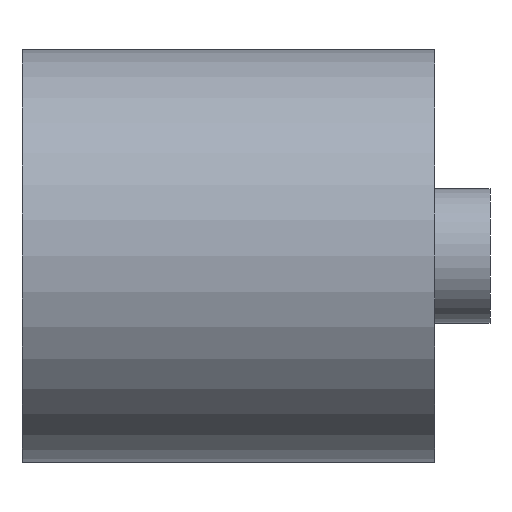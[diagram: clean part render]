
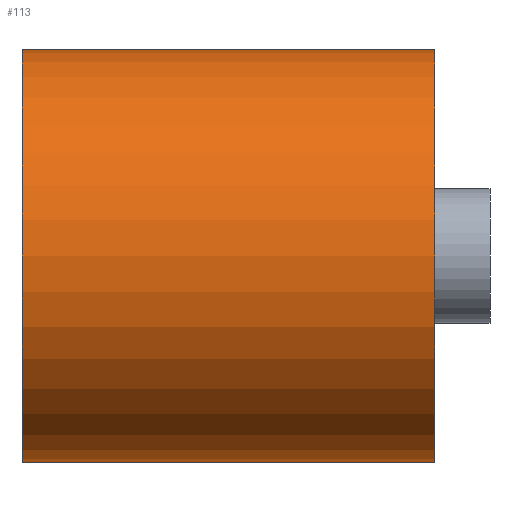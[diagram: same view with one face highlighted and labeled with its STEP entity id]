
A CAD part, left-side view. The second image highlights one B-rep face of the part: STEP entity #113.
In plain terms, the highlighted cylindrical face has radius 7.5 mm (diameter 15 mm), a partial arc.
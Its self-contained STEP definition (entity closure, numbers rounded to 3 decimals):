
#4 = CARTESIAN_POINT ( 'NONE',  ( 0., 0., -7.5 ) ) ;
#14 = ORIENTED_EDGE ( 'NONE', *, *, #211, .T. ) ;
#16 = EDGE_CURVE ( 'NONE', #193, #195, #66, .T. ) ;
#24 = DIRECTION ( 'NONE',  ( 0., 0., 1. ) ) ;
#27 = VECTOR ( 'NONE', #330, 1000. ) ;
#39 = ORIENTED_EDGE ( 'NONE', *, *, #102, .T. ) ;
#42 = EDGE_LOOP ( 'NONE', ( #65, #39, #14, #316 ) ) ;
#43 = AXIS2_PLACEMENT_3D ( 'NONE', #75, #231, #281 ) ;
#50 = CARTESIAN_POINT ( 'NONE',  ( 0., 4.253, 7.5 ) ) ;
#52 = AXIS2_PLACEMENT_3D ( 'NONE', #331, #99, #93 ) ;
#65 = ORIENTED_EDGE ( 'NONE', *, *, #16, .F. ) ;
#66 = LINE ( 'NONE', #277, #27 ) ;
#75 = CARTESIAN_POINT ( 'NONE',  ( 0., 0., 0. ) ) ;
#76 = LINE ( 'NONE', #50, #180 ) ;
#93 = DIRECTION ( 'NONE',  ( 0., 0., 1. ) ) ;
#99 = DIRECTION ( 'NONE',  ( 0., 1., 0. ) ) ;
#102 = EDGE_CURVE ( 'NONE', #193, #117, #118, .T. ) ;
#113 = ADVANCED_FACE ( 'NONE', ( #225 ), #226, .T. ) ;
#117 = VERTEX_POINT ( 'NONE', #166 ) ;
#118 = CIRCLE ( 'NONE', #287, 7.5 ) ;
#124 = DIRECTION ( 'NONE',  ( 0., 1., 0. ) ) ;
#156 = CARTESIAN_POINT ( 'NONE',  ( 0., -15., -7.5 ) ) ;
#166 = CARTESIAN_POINT ( 'NONE',  ( 0., -15., 7.5 ) ) ;
#180 = VECTOR ( 'NONE', #205, 1000. ) ;
#186 = VERTEX_POINT ( 'NONE', #328 ) ;
#193 = VERTEX_POINT ( 'NONE', #156 ) ;
#195 = VERTEX_POINT ( 'NONE', #4 ) ;
#205 = DIRECTION ( 'NONE',  ( 0., 1., 0. ) ) ;
#211 = EDGE_CURVE ( 'NONE', #117, #186, #76, .T. ) ;
#225 = FACE_OUTER_BOUND ( 'NONE', #42, .T. ) ;
#226 = CYLINDRICAL_SURFACE ( 'NONE', #52, 7.5 ) ;
#231 = DIRECTION ( 'NONE',  ( 0., 1., 0. ) ) ;
#245 = CIRCLE ( 'NONE', #43, 7.5 ) ;
#251 = CARTESIAN_POINT ( 'NONE',  ( 0., -15., 0. ) ) ;
#277 = CARTESIAN_POINT ( 'NONE',  ( 0., 4.253, -7.5 ) ) ;
#281 = DIRECTION ( 'NONE',  ( 0., 0., 1. ) ) ;
#287 = AXIS2_PLACEMENT_3D ( 'NONE', #251, #124, #24 ) ;
#316 = ORIENTED_EDGE ( 'NONE', *, *, #320, .F. ) ;
#320 = EDGE_CURVE ( 'NONE', #195, #186, #245, .T. ) ;
#328 = CARTESIAN_POINT ( 'NONE',  ( 0., 0., 7.5 ) ) ;
#330 = DIRECTION ( 'NONE',  ( 0., 1., 0. ) ) ;
#331 = CARTESIAN_POINT ( 'NONE',  ( 0., 4.253, 0. ) ) ;
